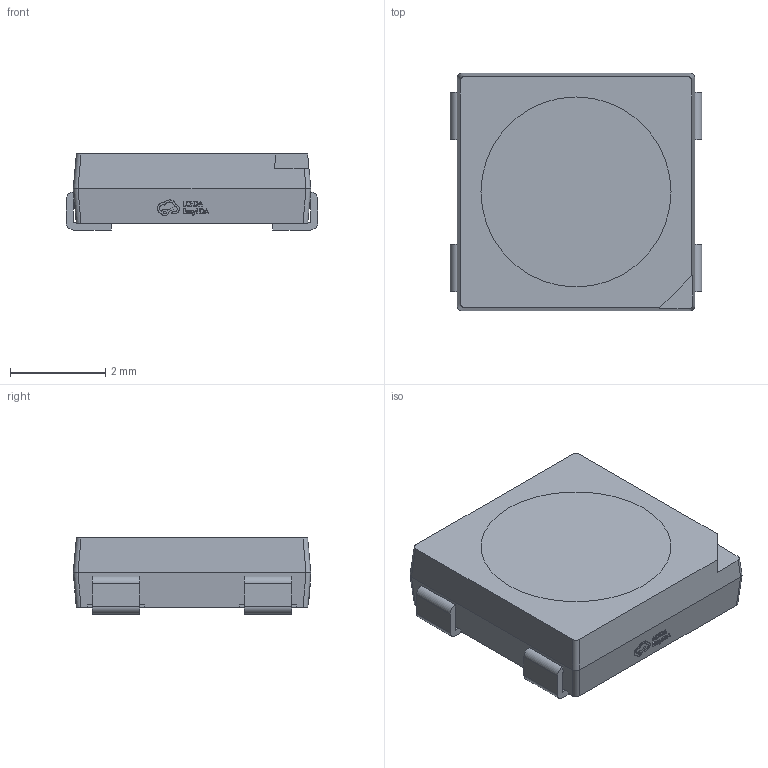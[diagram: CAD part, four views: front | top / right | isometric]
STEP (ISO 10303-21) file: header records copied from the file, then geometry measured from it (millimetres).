
FILE_DESCRIPTION (( 'STEP AP214' ), '1' );
FILE_NAME ('LED-SMD_5050WS2812B.step', '2022-07-08T12:20:30', ( '' ), ( '' ), 'SwSTEP 2.0', 'SolidWorks 2020', '' );
FILE_SCHEMA (( 'AUTOMOTIVE_DESIGN' ));
Length unit declared in the file: millimetre
Products named in the file (1): LED-SMD_5050WS2812B
Bounding box: 5.3 x 5 x 1.6 mm (x, y, z)
Volume: 23.9 mm3; surface area: 128.8 mm2
Topology: 2 solids, 2 shells, 374 faces, 1009 edges, 670 vertices
Faces by surface type: plane 234, bspline 112, cylinder 24, cone 4
Entity records: 16978 total; most frequent: CARTESIAN_POINT 4194, ORIENTED_EDGE 2018, DIRECTION 1335, EDGE_CURVE 1009, VECTOR 729, LINE 729, VERTEX_POINT 670, EDGE_LOOP 405
